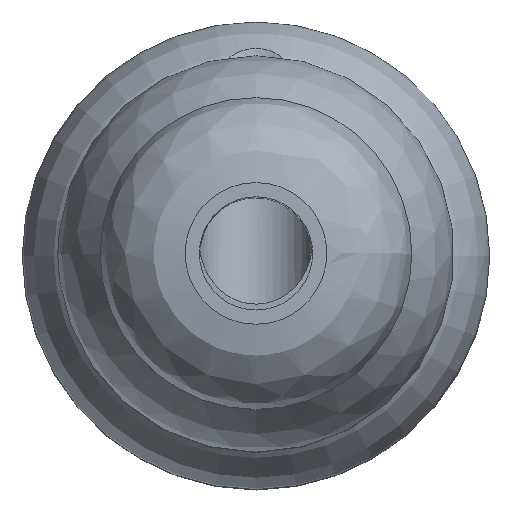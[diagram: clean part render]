
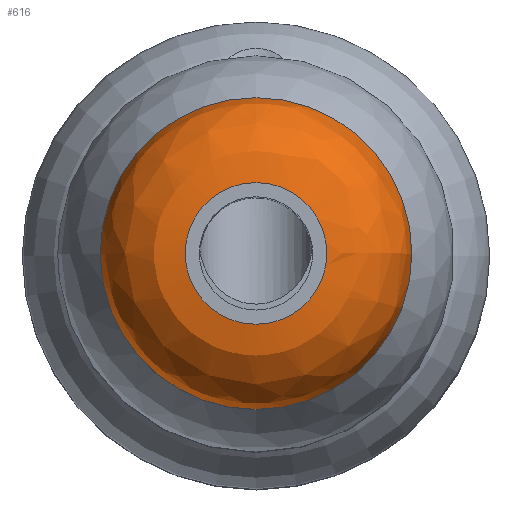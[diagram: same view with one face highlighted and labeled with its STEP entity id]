
A CAD part, top view. The second image highlights one B-rep face of the part: STEP entity #616.
In plain terms, the highlighted free-form (B-spline) face has degree [2, 2] with [3, 9] control points.
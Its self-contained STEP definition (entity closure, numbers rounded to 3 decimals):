
#15=(
BOUNDED_SURFACE()
B_SPLINE_SURFACE(2,2,((#2855,#2856,#2857,#2858,#2859,#2860,#2861,#2862,
#2863),(#2864,#2865,#2866,#2867,#2868,#2869,#2870,#2871,#2872),(#2873,#2874,
#2875,#2876,#2877,#2878,#2879,#2880,#2881)),.UNSPECIFIED.,.F.,.T.,.F.)
B_SPLINE_SURFACE_WITH_KNOTS((3,3),(3,2,2,2,3),(-1.571,0.),
(-3.142,-1.571,0.,1.571,3.142),
 .UNSPECIFIED.)
GEOMETRIC_REPRESENTATION_ITEM()
RATIONAL_B_SPLINE_SURFACE(((1.,0.707,1.,0.707,1.,
0.707,1.,0.707,1.),(0.707,0.5,0.707,
0.5,0.707,0.5,0.707,0.5,0.707),(1.,
0.707,1.,0.707,1.,0.707,1.,0.707,
1.)))
REPRESENTATION_ITEM('')
SURFACE()
);
#105=FACE_OUTER_BOUND('',#142,.T.);
#142=EDGE_LOOP('',(#547,#548,#549,#550));
#174=CIRCLE('',#696,5.);
#175=CIRCLE('',#697,11.);
#176=CIRCLE('',#698,6.);
#278=VERTEX_POINT('',#2853);
#279=VERTEX_POINT('',#2882);
#370=EDGE_CURVE('',#278,#278,#174,.T.);
#371=EDGE_CURVE('',#279,#279,#175,.T.);
#372=EDGE_CURVE('',#279,#278,#176,.T.);
#547=ORIENTED_EDGE('',*,*,#371,.F.);
#548=ORIENTED_EDGE('',*,*,#372,.T.);
#549=ORIENTED_EDGE('',*,*,#370,.T.);
#550=ORIENTED_EDGE('',*,*,#372,.F.);
#616=ADVANCED_FACE('',(#105),#15,.F.);
#696=AXIS2_PLACEMENT_3D('',#2854,#845,#846);
#697=AXIS2_PLACEMENT_3D('',#2883,#847,#848);
#698=AXIS2_PLACEMENT_3D('',#2884,#849,#850);
#845=DIRECTION('center_axis',(0.,0.,
-1.));
#846=DIRECTION('ref_axis',(1.,0.,0.));
#847=DIRECTION('center_axis',(0.,0.,
-1.));
#848=DIRECTION('ref_axis',(1.,0.,0.));
#849=DIRECTION('center_axis',(0.,-1.,0.));
#850=DIRECTION('ref_axis',(1.,0.,0.));
#2853=CARTESIAN_POINT('',(5.,75.,125.));
#2854=CARTESIAN_POINT('Origin',(0.,75.,125.));
#2855=CARTESIAN_POINT('Ctrl Pts',(5.,75.,125.));
#2856=CARTESIAN_POINT('Ctrl Pts',(5.,70.,125.));
#2857=CARTESIAN_POINT('Ctrl Pts',(0.,70.,125.));
#2858=CARTESIAN_POINT('Ctrl Pts',(-5.,70.,125.));
#2859=CARTESIAN_POINT('Ctrl Pts',(-5.,75.,125.));
#2860=CARTESIAN_POINT('Ctrl Pts',(-5.,80.,125.));
#2861=CARTESIAN_POINT('Ctrl Pts',(0.,80.,125.));
#2862=CARTESIAN_POINT('Ctrl Pts',(5.,80.,125.));
#2863=CARTESIAN_POINT('Ctrl Pts',(5.,75.,125.));
#2864=CARTESIAN_POINT('Ctrl Pts',(11.,75.,125.));
#2865=CARTESIAN_POINT('Ctrl Pts',(11.,64.,125.));
#2866=CARTESIAN_POINT('Ctrl Pts',(0.,64.,125.));
#2867=CARTESIAN_POINT('Ctrl Pts',(-11.,64.,125.));
#2868=CARTESIAN_POINT('Ctrl Pts',(-11.,75.,125.));
#2869=CARTESIAN_POINT('Ctrl Pts',(-11.,86.,125.));
#2870=CARTESIAN_POINT('Ctrl Pts',(0.,86.,125.));
#2871=CARTESIAN_POINT('Ctrl Pts',(11.,86.,125.));
#2872=CARTESIAN_POINT('Ctrl Pts',(11.,75.,125.));
#2873=CARTESIAN_POINT('Ctrl Pts',(11.,75.,119.));
#2874=CARTESIAN_POINT('Ctrl Pts',(11.,64.,119.));
#2875=CARTESIAN_POINT('Ctrl Pts',(0.,64.,119.));
#2876=CARTESIAN_POINT('Ctrl Pts',(-11.,64.,119.));
#2877=CARTESIAN_POINT('Ctrl Pts',(-11.,75.,119.));
#2878=CARTESIAN_POINT('Ctrl Pts',(-11.,86.,119.));
#2879=CARTESIAN_POINT('Ctrl Pts',(0.,86.,119.));
#2880=CARTESIAN_POINT('Ctrl Pts',(11.,86.,119.));
#2881=CARTESIAN_POINT('Ctrl Pts',(11.,75.,119.));
#2882=CARTESIAN_POINT('',(11.,75.,119.));
#2883=CARTESIAN_POINT('Origin',(0.,75.,119.));
#2884=CARTESIAN_POINT('Origin',(5.,75.,119.));
